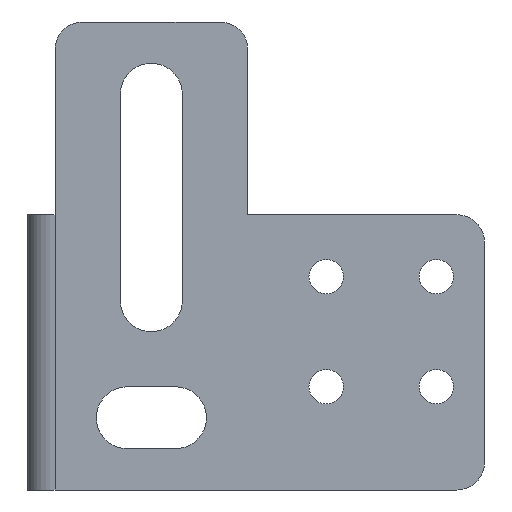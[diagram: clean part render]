
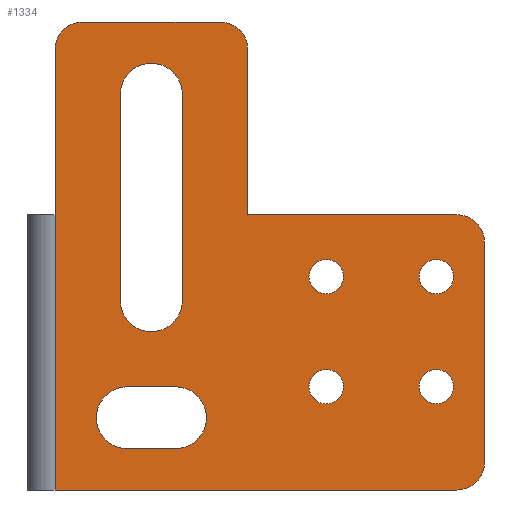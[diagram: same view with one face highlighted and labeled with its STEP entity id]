
A CAD part, front view. The second image highlights one B-rep face of the part: STEP entity #1334.
In plain terms, the highlighted planar face has unit normal (0, -1, 0).
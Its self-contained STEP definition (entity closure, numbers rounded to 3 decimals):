
#125=DIRECTION('',(0.,0.,-1.));
#126=VECTOR('',#125,16.);
#127=CARTESIAN_POINT('',(24.2,-1.5,-2.));
#128=LINE('',#127,#126);
#141=DIRECTION('',(-1.,0.,0.));
#142=VECTOR('',#141,29.2);
#143=CARTESIAN_POINT('',(22.2,-1.5,-20.));
#144=LINE('',#143,#142);
#263=DIRECTION('',(0.,0.,1.));
#264=VECTOR('',#263,12.);
#265=CARTESIAN_POINT('',(-7.,-1.5,0.));
#266=LINE('',#265,#264);
#283=DIRECTION('',(1.,0.,0.));
#284=VECTOR('',#283,10.);
#285=CARTESIAN_POINT('',(-5.,-1.5,14.));
#286=LINE('',#285,#284);
#303=DIRECTION('',(0.,0.,-1.));
#304=VECTOR('',#303,12.);
#305=CARTESIAN_POINT('',(7.,-1.5,12.));
#306=LINE('',#305,#304);
#307=DIRECTION('',(-1.,0.,0.));
#308=VECTOR('',#307,15.2);
#309=CARTESIAN_POINT('',(22.2,-1.5,0.));
#310=LINE('',#309,#308);
#319=CARTESIAN_POINT('',(22.2,-1.5,-2.));
#320=DIRECTION('',(0.,1.,0.));
#321=DIRECTION('',(0.,0.,1.));
#322=AXIS2_PLACEMENT_3D('',#319,#320,#321);
#324=CARTESIAN_POINT('',(22.2,-1.5,-18.));
#325=DIRECTION('',(0.,1.,0.));
#326=DIRECTION('',(1.,0.,0.));
#327=AXIS2_PLACEMENT_3D('',#324,#325,#326);
#329=CARTESIAN_POINT('',(-5.,-1.5,12.));
#330=DIRECTION('',(0.,1.,0.));
#331=DIRECTION('',(-1.,0.,0.));
#332=AXIS2_PLACEMENT_3D('',#329,#330,#331);
#334=CARTESIAN_POINT('',(5.,-1.5,12.));
#335=DIRECTION('',(0.,1.,0.));
#336=DIRECTION('',(0.,0.,1.));
#337=AXIS2_PLACEMENT_3D('',#334,#335,#336);
#339=CARTESIAN_POINT('',(0.,-1.5,8.75));
#340=DIRECTION('',(0.,-1.,0.));
#341=DIRECTION('',(1.,0.,0.));
#342=AXIS2_PLACEMENT_3D('',#339,#340,#341);
#344=CARTESIAN_POINT('',(0.,-1.5,-6.25));
#345=DIRECTION('',(0.,-1.,0.));
#346=DIRECTION('',(-1.,0.,0.));
#347=AXIS2_PLACEMENT_3D('',#344,#345,#346);
#349=CARTESIAN_POINT('',(20.7,-1.5,-4.5));
#350=DIRECTION('',(0.,-1.,0.));
#351=DIRECTION('',(1.,0.,0.));
#352=AXIS2_PLACEMENT_3D('',#349,#350,#351);
#354=CARTESIAN_POINT('',(20.7,-1.5,-4.5));
#355=DIRECTION('',(0.,-1.,0.));
#356=DIRECTION('',(-1.,0.,0.));
#357=AXIS2_PLACEMENT_3D('',#354,#355,#356);
#359=CARTESIAN_POINT('',(12.7,-1.5,-4.5));
#360=DIRECTION('',(0.,-1.,0.));
#361=DIRECTION('',(1.,0.,0.));
#362=AXIS2_PLACEMENT_3D('',#359,#360,#361);
#364=CARTESIAN_POINT('',(12.7,-1.5,-4.5));
#365=DIRECTION('',(0.,-1.,0.));
#366=DIRECTION('',(-1.,0.,0.));
#367=AXIS2_PLACEMENT_3D('',#364,#365,#366);
#369=CARTESIAN_POINT('',(12.7,-1.5,-12.5));
#370=DIRECTION('',(0.,-1.,0.));
#371=DIRECTION('',(1.,0.,0.));
#372=AXIS2_PLACEMENT_3D('',#369,#370,#371);
#374=CARTESIAN_POINT('',(12.7,-1.5,-12.5));
#375=DIRECTION('',(0.,-1.,0.));
#376=DIRECTION('',(-1.,0.,0.));
#377=AXIS2_PLACEMENT_3D('',#374,#375,#376);
#379=CARTESIAN_POINT('',(20.7,-1.5,-12.5));
#380=DIRECTION('',(0.,-1.,0.));
#381=DIRECTION('',(1.,0.,0.));
#382=AXIS2_PLACEMENT_3D('',#379,#380,#381);
#384=CARTESIAN_POINT('',(20.7,-1.5,-12.5));
#385=DIRECTION('',(0.,-1.,0.));
#386=DIRECTION('',(-1.,0.,0.));
#387=AXIS2_PLACEMENT_3D('',#384,#385,#386);
#389=CARTESIAN_POINT('',(1.75,-1.5,-14.75));
#390=DIRECTION('',(0.,-1.,0.));
#391=DIRECTION('',(0.,0.,-1.));
#392=AXIS2_PLACEMENT_3D('',#389,#390,#391);
#394=CARTESIAN_POINT('',(-1.75,-1.5,-14.75));
#395=DIRECTION('',(0.,-1.,0.));
#396=DIRECTION('',(0.,0.,1.));
#397=AXIS2_PLACEMENT_3D('',#394,#395,#396);
#403=DIRECTION('',(0.,0.,-1.));
#404=VECTOR('',#403,20.);
#405=CARTESIAN_POINT('',(-7.,-1.5,0.));
#406=LINE('',#405,#404);
#505=DIRECTION('',(0.,0.,1.));
#506=VECTOR('',#505,15.);
#507=CARTESIAN_POINT('',(2.25,-1.5,-6.25));
#508=LINE('',#507,#506);
#521=DIRECTION('',(0.,0.,-1.));
#522=VECTOR('',#521,15.);
#523=CARTESIAN_POINT('',(-2.25,-1.5,8.75));
#524=LINE('',#523,#522);
#569=DIRECTION('',(1.,0.,0.));
#570=VECTOR('',#569,3.5);
#571=CARTESIAN_POINT('',(-1.75,-1.5,-17.));
#572=LINE('',#571,#570);
#585=DIRECTION('',(-1.,0.,0.));
#586=VECTOR('',#585,3.5);
#587=CARTESIAN_POINT('',(1.75,-1.5,-12.5));
#588=LINE('',#587,#586);
#651=CARTESIAN_POINT('',(21.95,-1.5,-12.5));
#652=VERTEX_POINT('',#651);
#653=CARTESIAN_POINT('',(19.45,-1.5,-12.5));
#654=VERTEX_POINT('',#653);
#655=CARTESIAN_POINT('',(22.2,-1.5,0.));
#656=CARTESIAN_POINT('',(24.2,-1.5,-2.));
#657=VERTEX_POINT('',#655);
#658=VERTEX_POINT('',#656);
#659=CARTESIAN_POINT('',(7.,-1.5,0.));
#660=VERTEX_POINT('',#659);
#661=CARTESIAN_POINT('',(7.,-1.5,12.));
#662=VERTEX_POINT('',#661);
#663=CARTESIAN_POINT('',(5.,-1.5,14.));
#664=VERTEX_POINT('',#663);
#665=CARTESIAN_POINT('',(-5.,-1.5,14.));
#666=VERTEX_POINT('',#665);
#667=CARTESIAN_POINT('',(-7.,-1.5,12.));
#668=VERTEX_POINT('',#667);
#669=CARTESIAN_POINT('',(-7.,-1.5,0.));
#670=VERTEX_POINT('',#669);
#671=CARTESIAN_POINT('',(-7.,-1.5,-20.));
#672=VERTEX_POINT('',#671);
#673=CARTESIAN_POINT('',(22.2,-1.5,-20.));
#674=VERTEX_POINT('',#673);
#675=CARTESIAN_POINT('',(24.2,-1.5,-18.));
#676=VERTEX_POINT('',#675);
#677=CARTESIAN_POINT('',(2.25,-1.5,-6.25));
#678=CARTESIAN_POINT('',(2.25,-1.5,8.75));
#679=VERTEX_POINT('',#677);
#680=VERTEX_POINT('',#678);
#681=CARTESIAN_POINT('',(-2.25,-1.5,-6.25));
#682=VERTEX_POINT('',#681);
#683=CARTESIAN_POINT('',(-2.25,-1.5,8.75));
#684=VERTEX_POINT('',#683);
#685=CARTESIAN_POINT('',(21.95,-1.5,-4.5));
#686=CARTESIAN_POINT('',(19.45,-1.5,-4.5));
#687=VERTEX_POINT('',#685);
#688=VERTEX_POINT('',#686);
#689=CARTESIAN_POINT('',(13.95,-1.5,-4.5));
#690=CARTESIAN_POINT('',(11.45,-1.5,-4.5));
#691=VERTEX_POINT('',#689);
#692=VERTEX_POINT('',#690);
#693=CARTESIAN_POINT('',(13.95,-1.5,-12.5));
#694=CARTESIAN_POINT('',(11.45,-1.5,-12.5));
#695=VERTEX_POINT('',#693);
#696=VERTEX_POINT('',#694);
#697=CARTESIAN_POINT('',(-1.75,-1.5,-17.));
#698=CARTESIAN_POINT('',(1.75,-1.5,-17.));
#699=VERTEX_POINT('',#697);
#700=VERTEX_POINT('',#698);
#701=CARTESIAN_POINT('',(-1.75,-1.5,-12.5));
#702=VERTEX_POINT('',#701);
#703=CARTESIAN_POINT('',(1.75,-1.5,-12.5));
#704=VERTEX_POINT('',#703);
#1271=CARTESIAN_POINT('',(8.6,-1.5,-3.));
#1272=DIRECTION('',(0.,1.,0.));
#1273=DIRECTION('',(1.,0.,0.));
#1274=AXIS2_PLACEMENT_3D('',#1271,#1272,#1273);
#1275=PLANE('',#1274);
#1276=ORIENTED_EDGE('',*,*,#849,.T.);
#1277=ORIENTED_EDGE('',*,*,#873,.T.);
#1278=ORIENTED_EDGE('',*,*,#892,.T.);
#1279=ORIENTED_EDGE('',*,*,#915,.T.);
#1281=ORIENTED_EDGE('',*,*,#1280,.F.);
#1282=ORIENTED_EDGE('',*,*,#1153,.T.);
#1283=ORIENTED_EDGE('',*,*,#1174,.T.);
#1284=ORIENTED_EDGE('',*,*,#1195,.T.);
#1285=ORIENTED_EDGE('',*,*,#1216,.T.);
#1286=ORIENTED_EDGE('',*,*,#1239,.T.);
#1287=ORIENTED_EDGE('',*,*,#1257,.F.);
#1288=EDGE_LOOP('',(#1276,#1277,#1278,#1279,#1281,#1282,#1283,#1284,#1285,#1286,
#1287));
#1289=FACE_OUTER_BOUND('',#1288,.F.);
#1291=ORIENTED_EDGE('',*,*,#1290,.T.);
#1293=ORIENTED_EDGE('',*,*,#1292,.T.);
#1295=ORIENTED_EDGE('',*,*,#1294,.T.);
#1297=ORIENTED_EDGE('',*,*,#1296,.T.);
#1298=EDGE_LOOP('',(#1291,#1293,#1295,#1297));
#1299=FACE_BOUND('',#1298,.F.);
#1301=ORIENTED_EDGE('',*,*,#1300,.T.);
#1303=ORIENTED_EDGE('',*,*,#1302,.T.);
#1304=EDGE_LOOP('',(#1301,#1303));
#1305=FACE_BOUND('',#1304,.F.);
#1307=ORIENTED_EDGE('',*,*,#1306,.T.);
#1309=ORIENTED_EDGE('',*,*,#1308,.T.);
#1310=EDGE_LOOP('',(#1307,#1309));
#1311=FACE_BOUND('',#1310,.F.);
#1313=ORIENTED_EDGE('',*,*,#1312,.T.);
#1315=ORIENTED_EDGE('',*,*,#1314,.T.);
#1316=EDGE_LOOP('',(#1313,#1315));
#1317=FACE_BOUND('',#1316,.F.);
#1319=ORIENTED_EDGE('',*,*,#1318,.T.);
#1321=ORIENTED_EDGE('',*,*,#1320,.T.);
#1322=EDGE_LOOP('',(#1319,#1321));
#1323=FACE_BOUND('',#1322,.F.);
#1325=ORIENTED_EDGE('',*,*,#1324,.T.);
#1327=ORIENTED_EDGE('',*,*,#1326,.T.);
#1329=ORIENTED_EDGE('',*,*,#1328,.T.);
#1331=ORIENTED_EDGE('',*,*,#1330,.T.);
#1332=EDGE_LOOP('',(#1325,#1327,#1329,#1331));
#1333=FACE_BOUND('',#1332,.F.);
#1334=ADVANCED_FACE('',(#1289,#1299,#1305,#1311,#1317,#1323,#1333),#1275,.F.);
#323=CIRCLE('',#322,2.);
#328=CIRCLE('',#327,2.);
#333=CIRCLE('',#332,2.);
#338=CIRCLE('',#337,2.);
#343=CIRCLE('',#342,2.25);
#348=CIRCLE('',#347,2.25);
#353=CIRCLE('',#352,1.25);
#358=CIRCLE('',#357,1.25);
#363=CIRCLE('',#362,1.25);
#368=CIRCLE('',#367,1.25);
#373=CIRCLE('',#372,1.25);
#378=CIRCLE('',#377,1.25);
#383=CIRCLE('',#382,1.25);
#388=CIRCLE('',#387,1.25);
#393=CIRCLE('',#392,2.25);
#398=CIRCLE('',#397,2.25);
#849=EDGE_CURVE('',#657,#658,#323,.T.);
#873=EDGE_CURVE('',#658,#676,#128,.T.);
#892=EDGE_CURVE('',#676,#674,#328,.T.);
#915=EDGE_CURVE('',#674,#672,#144,.T.);
#1153=EDGE_CURVE('',#670,#668,#266,.T.);
#1174=EDGE_CURVE('',#668,#666,#333,.T.);
#1195=EDGE_CURVE('',#666,#664,#286,.T.);
#1216=EDGE_CURVE('',#664,#662,#338,.T.);
#1239=EDGE_CURVE('',#662,#660,#306,.T.);
#1257=EDGE_CURVE('',#657,#660,#310,.T.);
#1280=EDGE_CURVE('',#670,#672,#406,.T.);
#1290=EDGE_CURVE('',#679,#680,#508,.T.);
#1292=EDGE_CURVE('',#680,#684,#343,.T.);
#1294=EDGE_CURVE('',#684,#682,#524,.T.);
#1296=EDGE_CURVE('',#682,#679,#348,.T.);
#1300=EDGE_CURVE('',#687,#688,#353,.T.);
#1302=EDGE_CURVE('',#688,#687,#358,.T.);
#1306=EDGE_CURVE('',#691,#692,#363,.T.);
#1308=EDGE_CURVE('',#692,#691,#368,.T.);
#1312=EDGE_CURVE('',#695,#696,#373,.T.);
#1314=EDGE_CURVE('',#696,#695,#378,.T.);
#1318=EDGE_CURVE('',#652,#654,#383,.T.);
#1320=EDGE_CURVE('',#654,#652,#388,.T.);
#1324=EDGE_CURVE('',#699,#700,#572,.T.);
#1326=EDGE_CURVE('',#700,#704,#393,.T.);
#1328=EDGE_CURVE('',#704,#702,#588,.T.);
#1330=EDGE_CURVE('',#702,#699,#398,.T.);
